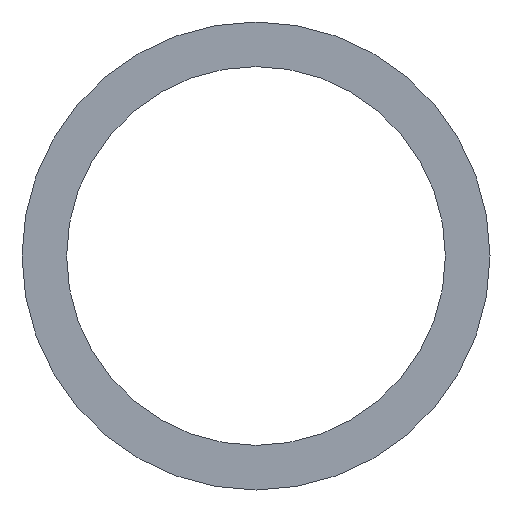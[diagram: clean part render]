
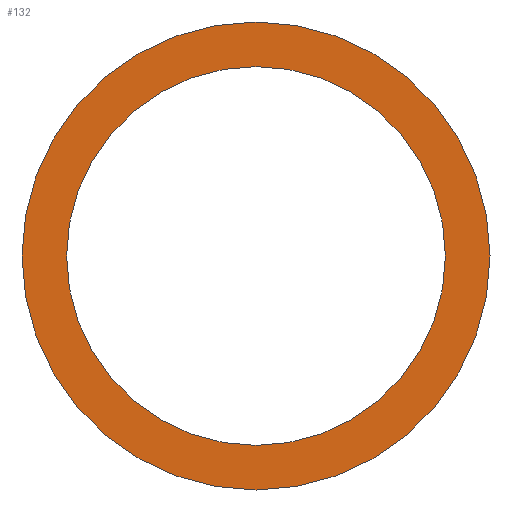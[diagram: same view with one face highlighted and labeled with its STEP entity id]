
A CAD part, front view. The second image highlights one B-rep face of the part: STEP entity #132.
In plain terms, the highlighted planar face has unit normal (0, -1, 0).
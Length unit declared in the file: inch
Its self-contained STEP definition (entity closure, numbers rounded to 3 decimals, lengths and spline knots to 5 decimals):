
#10 = DIRECTION ( 'NONE',  ( 0., 1., 0. ) ) ;
#30 = EDGE_CURVE ( 'NONE', #95, #95, #126, .T. ) ;
#37 = ORIENTED_EDGE ( 'NONE', *, *, #30, .T. ) ;
#40 = VERTEX_POINT ( 'NONE', #121 ) ;
#42 = CARTESIAN_POINT ( 'NONE',  ( 0., -15., 0.425 ) ) ;
#48 = CARTESIAN_POINT ( 'NONE',  ( 0., -15., 0. ) ) ;
#49 = PLANE ( 'NONE',  #106 ) ;
#50 = CARTESIAN_POINT ( 'NONE',  ( 0., -15., 0. ) ) ;
#61 = DIRECTION ( 'NONE',  ( 0., 0., 1. ) ) ;
#69 = AXIS2_PLACEMENT_3D ( 'NONE', #48, #129, #127 ) ;
#71 = DIRECTION ( 'NONE',  ( 0., 0., 1. ) ) ;
#72 = DIRECTION ( 'NONE',  ( 0., 1., 0. ) ) ;
#73 = CIRCLE ( 'NONE', #142, 0.525 ) ;
#80 = FACE_BOUND ( 'NONE', #103, .T. ) ;
#86 = ORIENTED_EDGE ( 'NONE', *, *, #114, .F. ) ;
#95 = VERTEX_POINT ( 'NONE', #42 ) ;
#99 = EDGE_LOOP ( 'NONE', ( #86 ) ) ;
#103 = EDGE_LOOP ( 'NONE', ( #37 ) ) ;
#106 = AXIS2_PLACEMENT_3D ( 'NONE', #50, #10, #71 ) ;
#114 = EDGE_CURVE ( 'NONE', #40, #40, #73, .T. ) ;
#120 = CARTESIAN_POINT ( 'NONE',  ( 0., -15., 0. ) ) ;
#121 = CARTESIAN_POINT ( 'NONE',  ( 0., -15., 0.525 ) ) ;
#124 = FACE_OUTER_BOUND ( 'NONE', #99, .T. ) ;
#126 = CIRCLE ( 'NONE', #69, 0.425 ) ;
#127 = DIRECTION ( 'NONE',  ( 0., 0., 1. ) ) ;
#129 = DIRECTION ( 'NONE',  ( 0., 1., 0. ) ) ;
#132 = ADVANCED_FACE ( 'NONE', ( #124, #80 ), #49, .F. ) ;
#142 = AXIS2_PLACEMENT_3D ( 'NONE', #120, #72, #61 ) ;
